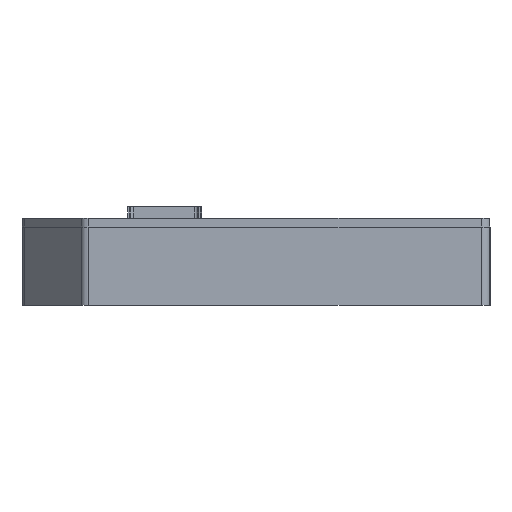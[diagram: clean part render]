
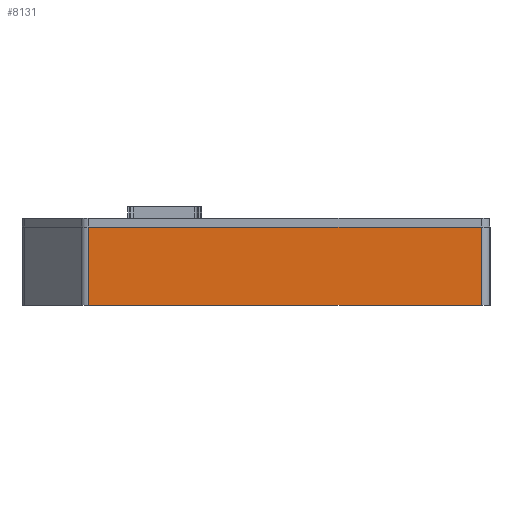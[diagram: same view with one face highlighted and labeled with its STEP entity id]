
A CAD part, left-side view. The second image highlights one B-rep face of the part: STEP entity #8131.
In plain terms, the highlighted planar face has unit normal (-1, 0, 0).
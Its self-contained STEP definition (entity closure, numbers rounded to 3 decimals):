
#556=PLANE('',#8634);
#750=FACE_OUTER_BOUND('',#1193,.T.);
#1193=EDGE_LOOP('',(#5718,#5719,#5720,#5721));
#1814=LINE('',#11371,#2530);
#1819=LINE('',#11383,#2535);
#1838=LINE('',#11446,#2554);
#1839=LINE('',#11448,#2555);
#2530=VECTOR('',#9361,10.);
#2535=VECTOR('',#9372,10.);
#2554=VECTOR('',#9431,10.);
#2555=VECTOR('',#9434,10.);
#3547=VERTEX_POINT('',#11368);
#3548=VERTEX_POINT('',#11370);
#3552=VERTEX_POINT('',#11382);
#3575=VERTEX_POINT('',#11442);
#4379=EDGE_CURVE('',#3547,#3548,#1814,.T.);
#4385=EDGE_CURVE('',#3548,#3552,#1819,.T.);
#4417=EDGE_CURVE('',#3552,#3575,#1838,.T.);
#4418=EDGE_CURVE('',#3575,#3547,#1839,.T.);
#5718=ORIENTED_EDGE('',*,*,#4379,.F.);
#5719=ORIENTED_EDGE('',*,*,#4418,.F.);
#5720=ORIENTED_EDGE('',*,*,#4417,.F.);
#5721=ORIENTED_EDGE('',*,*,#4385,.F.);
#8131=ADVANCED_FACE('',(#750),#556,.T.);
#8634=AXIS2_PLACEMENT_3D('',#11447,#9432,#9433);
#9361=DIRECTION('',(0.,0.,-1.));
#9372=DIRECTION('',(0.,1.,0.));
#9431=DIRECTION('',(0.,0.,1.));
#9432=DIRECTION('center_axis',(-1.,0.,0.));
#9433=DIRECTION('ref_axis',(0.,-1.,0.));
#9434=DIRECTION('',(0.,-1.,0.));
#11368=CARTESIAN_POINT('',(-10.,-72.,27.));
#11370=CARTESIAN_POINT('',(-10.,-72.,0.));
#11371=CARTESIAN_POINT('',(-10.,-72.,0.));
#11382=CARTESIAN_POINT('',(-10.,63.601,0.));
#11383=CARTESIAN_POINT('',(-10.,-75.,0.));
#11442=CARTESIAN_POINT('',(-10.,63.601,27.));
#11446=CARTESIAN_POINT('',(-10.,63.601,0.));
#11447=CARTESIAN_POINT('Origin',(-10.,65.,0.));
#11448=CARTESIAN_POINT('',(-10.,-75.,27.));
